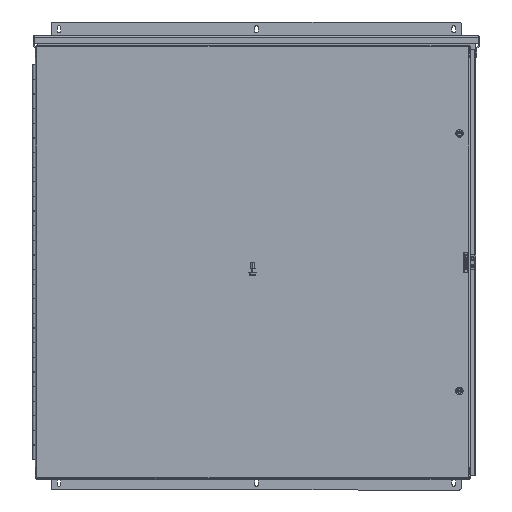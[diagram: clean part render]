
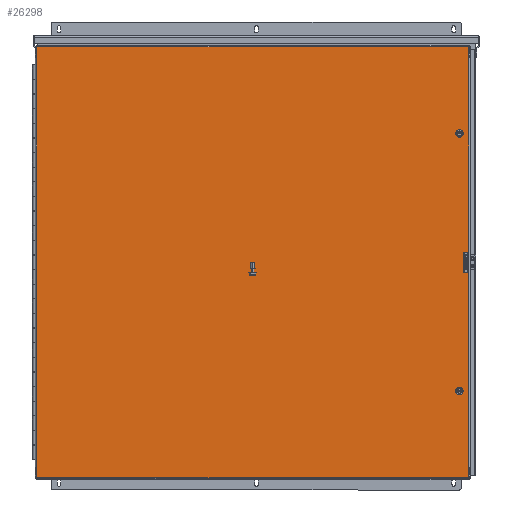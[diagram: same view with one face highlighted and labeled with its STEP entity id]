
A CAD part, front view. The second image highlights one B-rep face of the part: STEP entity #26298.
In plain terms, the highlighted planar face has unit normal (0, -1, 0).
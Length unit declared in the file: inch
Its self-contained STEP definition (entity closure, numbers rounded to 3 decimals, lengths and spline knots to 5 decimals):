
#102 = FACE_BOUND ( 'NONE', #24135, .T. ) ;
#274 = DIRECTION ( 'NONE',  ( 0., 0., -1. ) ) ;
#347 = VECTOR ( 'NONE', #859, 39.37008 ) ;
#457 = CARTESIAN_POINT ( 'NONE',  ( 14.508, -16.172, -15.163 ) ) ;
#631 = VECTOR ( 'NONE', #5171, 39.37008 ) ;
#685 = CARTESIAN_POINT ( 'NONE',  ( 13.751, -16.172, -9.241 ) ) ;
#859 = DIRECTION ( 'NONE',  ( 1., 0., 0. ) ) ;
#1099 = VERTEX_POINT ( 'NONE', #3414 ) ;
#1600 = FACE_OUTER_BOUND ( 'NONE', #16031, .T. ) ;
#2390 = CARTESIAN_POINT ( 'NONE',  ( 14.508, -16.172, -15.163 ) ) ;
#2577 = VERTEX_POINT ( 'NONE', #6713 ) ;
#2719 = AXIS2_PLACEMENT_3D ( 'NONE', #4694, #10014, #16957 ) ;
#2867 = CARTESIAN_POINT ( 'NONE',  ( -15.026, -16.172, -15.163 ) ) ;
#3414 = CARTESIAN_POINT ( 'NONE',  ( 14.14725, -16.172, 0.259 ) ) ;
#3534 = ORIENTED_EDGE ( 'NONE', *, *, #5518, .T. ) ;
#3580 = DIRECTION ( 'NONE',  ( 1., 0., 0. ) ) ;
#4222 = CARTESIAN_POINT ( 'NONE',  ( 13.884, -16.172, -9.241 ) ) ;
#4694 = CARTESIAN_POINT ( 'NONE',  ( 13.884, -16.172, 8.384 ) ) ;
#5171 = DIRECTION ( 'NONE',  ( 0., 0., -1. ) ) ;
#5408 = DIRECTION ( 'NONE',  ( 1., 0., 0. ) ) ;
#5518 = EDGE_CURVE ( 'NONE', #2577, #11164, #28464, .T. ) ;
#5692 = LINE ( 'NONE', #25699, #24044 ) ;
#5735 = VECTOR ( 'NONE', #27350, 39.37008 ) ;
#5854 = EDGE_CURVE ( 'NONE', #11164, #27347, #12239, .T. ) ;
#6345 = CARTESIAN_POINT ( 'NONE',  ( 14.508, -16.172, -15.163 ) ) ;
#6356 = DIRECTION ( 'NONE',  ( 0., 1., 0. ) ) ;
#6442 = EDGE_CURVE ( 'NONE', #28887, #16040, #20045, .T. ) ;
#6710 = ORIENTED_EDGE ( 'NONE', *, *, #8340, .T. ) ;
#6713 = CARTESIAN_POINT ( 'NONE',  ( -15.026, -16.172, -15.163 ) ) ;
#7593 = LINE ( 'NONE', #27133, #631 ) ;
#7623 = VERTEX_POINT ( 'NONE', #26054 ) ;
#7701 = CARTESIAN_POINT ( 'NONE',  ( 14.017, -16.172, -9.241 ) ) ;
#7856 = EDGE_LOOP ( 'NONE', ( #15996, #14490 ) ) ;
#8286 = VECTOR ( 'NONE', #19447, 39.37008 ) ;
#8340 = EDGE_CURVE ( 'NONE', #16040, #28887, #15994, .T. ) ;
#8499 = DIRECTION ( 'NONE',  ( 0., 1., 0. ) ) ;
#8539 = CARTESIAN_POINT ( 'NONE',  ( 14.45975, -16.172, -1.116 ) ) ;
#8866 = EDGE_CURVE ( 'NONE', #27347, #7623, #16858, .T. ) ;
#8985 = DIRECTION ( 'NONE',  ( 1., 0., 0. ) ) ;
#9092 = EDGE_CURVE ( 'NONE', #9914, #11622, #22194, .T. ) ;
#9388 = ORIENTED_EDGE ( 'NONE', *, *, #9092, .T. ) ;
#9911 = CARTESIAN_POINT ( 'NONE',  ( 14.14725, -16.172, -1.116 ) ) ;
#9914 = VERTEX_POINT ( 'NONE', #8539 ) ;
#10014 = DIRECTION ( 'NONE',  ( 0., 1., 0. ) ) ;
#11164 = VERTEX_POINT ( 'NONE', #457 ) ;
#11288 = FACE_BOUND ( 'NONE', #7856, .T. ) ;
#11544 = VECTOR ( 'NONE', #29666, 39.37008 ) ;
#11560 = ORIENTED_EDGE ( 'NONE', *, *, #29253, .T. ) ;
#11622 = VERTEX_POINT ( 'NONE', #17553 ) ;
#12239 = LINE ( 'NONE', #2390, #11544 ) ;
#13114 = DIRECTION ( 'NONE',  ( 0., 0., 1. ) ) ;
#13130 = VERTEX_POINT ( 'NONE', #26547 ) ;
#13832 = CARTESIAN_POINT ( 'NONE',  ( 13.884, -16.172, -9.241 ) ) ;
#13851 = ORIENTED_EDGE ( 'NONE', *, *, #17415, .T. ) ;
#13870 = DIRECTION ( 'NONE',  ( 0., -1., 0. ) ) ;
#14066 = DIRECTION ( 'NONE',  ( 0., 1., 0. ) ) ;
#14490 = ORIENTED_EDGE ( 'NONE', *, *, #22970, .T. ) ;
#15110 = EDGE_CURVE ( 'NONE', #13130, #19899, #17159, .T. ) ;
#15879 = CARTESIAN_POINT ( 'NONE',  ( 13.884, -16.172, 8.384 ) ) ;
#15994 = CIRCLE ( 'NONE', #22211, 0.133 ) ;
#15996 = ORIENTED_EDGE ( 'NONE', *, *, #15110, .T. ) ;
#16031 = EDGE_LOOP ( 'NONE', ( #30134, #17128, #3534, #18902 ) ) ;
#16040 = VERTEX_POINT ( 'NONE', #685 ) ;
#16052 = ORIENTED_EDGE ( 'NONE', *, *, #6442, .T. ) ;
#16301 = DIRECTION ( 'NONE',  ( 1., 0., 0. ) ) ;
#16858 = LINE ( 'NONE', #29281, #8286 ) ;
#16957 = DIRECTION ( 'NONE',  ( 1., 0., 0. ) ) ;
#17128 = ORIENTED_EDGE ( 'NONE', *, *, #28758, .T. ) ;
#17159 = CIRCLE ( 'NONE', #2719, 0.133 ) ;
#17415 = EDGE_CURVE ( 'NONE', #11622, #1099, #5692, .T. ) ;
#17553 = CARTESIAN_POINT ( 'NONE',  ( 14.14725, -16.172, -1.116 ) ) ;
#17862 = CIRCLE ( 'NONE', #20941, 0.133 ) ;
#17948 = VERTEX_POINT ( 'NONE', #29320 ) ;
#18620 = VECTOR ( 'NONE', #274, 39.37008 ) ;
#18902 = ORIENTED_EDGE ( 'NONE', *, *, #5854, .T. ) ;
#19447 = DIRECTION ( 'NONE',  ( -1., 0., 0. ) ) ;
#19899 = VERTEX_POINT ( 'NONE', #26183 ) ;
#20045 = CIRCLE ( 'NONE', #27250, 0.133 ) ;
#20204 = EDGE_LOOP ( 'NONE', ( #16052, #6710 ) ) ;
#20511 = CARTESIAN_POINT ( 'NONE',  ( 14.508, -16.172, 14.306 ) ) ;
#20941 = AXIS2_PLACEMENT_3D ( 'NONE', #15879, #6356, #26196 ) ;
#21146 = PLANE ( 'NONE',  #24648 ) ;
#22194 = LINE ( 'NONE', #9911, #5735 ) ;
#22211 = AXIS2_PLACEMENT_3D ( 'NONE', #13832, #8499, #8985 ) ;
#22970 = EDGE_CURVE ( 'NONE', #19899, #13130, #17862, .T. ) ;
#24044 = VECTOR ( 'NONE', #13114, 39.37008 ) ;
#24135 = EDGE_LOOP ( 'NONE', ( #27793, #9388, #13851, #11560 ) ) ;
#24648 = AXIS2_PLACEMENT_3D ( 'NONE', #26294, #13870, #16301 ) ;
#24788 = LINE ( 'NONE', #30252, #30992 ) ;
#24986 = LINE ( 'NONE', #2867, #18620 ) ;
#25699 = CARTESIAN_POINT ( 'NONE',  ( 14.14725, -16.172, 0.259 ) ) ;
#26054 = CARTESIAN_POINT ( 'NONE',  ( -15.026, -16.172, 14.306 ) ) ;
#26183 = CARTESIAN_POINT ( 'NONE',  ( 13.751, -16.172, 8.384 ) ) ;
#26196 = DIRECTION ( 'NONE',  ( 1., 0., 0. ) ) ;
#26294 = CARTESIAN_POINT ( 'NONE',  ( 14.508, -16.172, -15.163 ) ) ;
#26298 = ADVANCED_FACE ( 'NONE', ( #1600, #11288, #102, #29638 ), #21146, .T. ) ;
#26547 = CARTESIAN_POINT ( 'NONE',  ( 14.017, -16.172, 8.384 ) ) ;
#27133 = CARTESIAN_POINT ( 'NONE',  ( 14.45975, -16.172, -1.116 ) ) ;
#27250 = AXIS2_PLACEMENT_3D ( 'NONE', #4222, #14066, #3580 ) ;
#27347 = VERTEX_POINT ( 'NONE', #20511 ) ;
#27350 = DIRECTION ( 'NONE',  ( -1., 0., 0. ) ) ;
#27793 = ORIENTED_EDGE ( 'NONE', *, *, #31193, .T. ) ;
#28464 = LINE ( 'NONE', #6345, #347 ) ;
#28758 = EDGE_CURVE ( 'NONE', #7623, #2577, #24986, .T. ) ;
#28887 = VERTEX_POINT ( 'NONE', #7701 ) ;
#29253 = EDGE_CURVE ( 'NONE', #1099, #17948, #24788, .T. ) ;
#29281 = CARTESIAN_POINT ( 'NONE',  ( 14.508, -16.172, 14.306 ) ) ;
#29320 = CARTESIAN_POINT ( 'NONE',  ( 14.45975, -16.172, 0.259 ) ) ;
#29638 = FACE_BOUND ( 'NONE', #20204, .T. ) ;
#29666 = DIRECTION ( 'NONE',  ( 0., 0., 1. ) ) ;
#30134 = ORIENTED_EDGE ( 'NONE', *, *, #8866, .T. ) ;
#30252 = CARTESIAN_POINT ( 'NONE',  ( 14.45975, -16.172, 0.259 ) ) ;
#30992 = VECTOR ( 'NONE', #5408, 39.37008 ) ;
#31193 = EDGE_CURVE ( 'NONE', #17948, #9914, #7593, .T. ) ;
